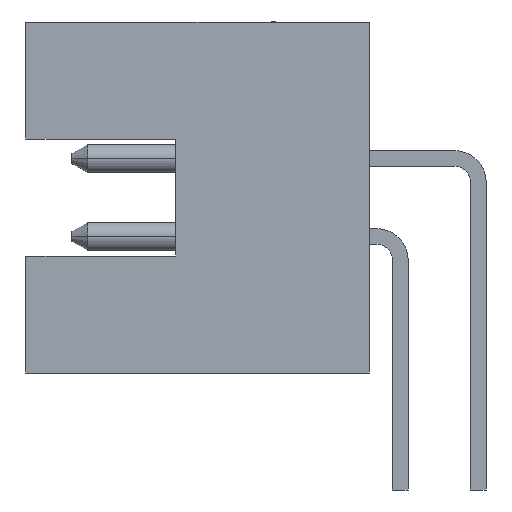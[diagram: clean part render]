
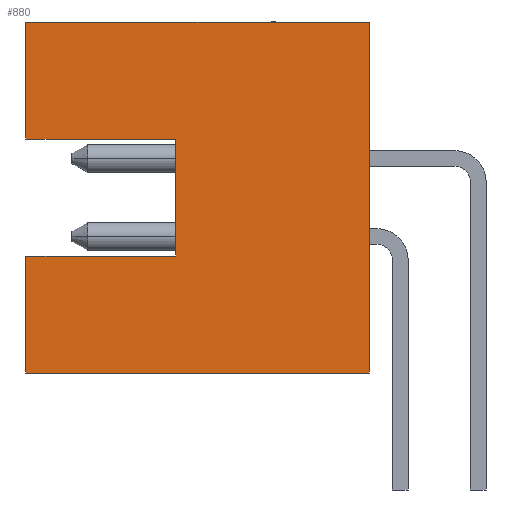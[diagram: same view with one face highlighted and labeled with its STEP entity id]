
A CAD part, left-side view. The second image highlights one B-rep face of the part: STEP entity #880.
In plain terms, the highlighted planar face has unit normal (-1, 0, 0).
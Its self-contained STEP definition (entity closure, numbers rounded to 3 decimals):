
#699=CARTESIAN_POINT('',(-11.113,6.731,0.));
#700=VERTEX_POINT('',#699);
#701=CARTESIAN_POINT('',(-11.113,6.731,1.905));
#702=VERTEX_POINT('',#701);
#703=CARTESIAN_POINT('',(-11.112,6.731,0.));
#704=DIRECTION('',(0.0,0.0,1.0));
#705=VECTOR('',#704,1.905);
#706=LINE('',#703,#705);
#707=EDGE_CURVE('',#700,#702,#706,.T.);
#734=CARTESIAN_POINT('',(-11.112,4.293,1.905));
#735=VERTEX_POINT('',#734);
#736=CARTESIAN_POINT('',(-11.112,6.731,1.905));
#737=DIRECTION('',(0.0,-1.0,0.0));
#738=VECTOR('',#737,2.438);
#739=LINE('',#736,#738);
#740=EDGE_CURVE('',#702,#735,#739,.T.);
#758=CARTESIAN_POINT('',(-11.112,4.293,3.81));
#759=VERTEX_POINT('',#758);
#760=CARTESIAN_POINT('',(-11.112,4.293,1.905));
#761=DIRECTION('',(0.0,0.0,1.0));
#762=VECTOR('',#761,1.905);
#763=LINE('',#760,#762);
#764=EDGE_CURVE('',#735,#759,#763,.T.);
#782=CARTESIAN_POINT('',(-11.113,6.731,3.81));
#783=VERTEX_POINT('',#782);
#784=CARTESIAN_POINT('',(-11.112,4.293,3.81));
#785=DIRECTION('',(0.0,1.0,0.0));
#786=VECTOR('',#785,2.438);
#787=LINE('',#784,#786);
#788=EDGE_CURVE('',#759,#783,#787,.T.);
#806=CARTESIAN_POINT('',(-11.112,1.143,5.715));
#807=VERTEX_POINT('',#806);
#808=CARTESIAN_POINT('',(-11.112,1.143,0.));
#809=VERTEX_POINT('',#808);
#810=CARTESIAN_POINT('',(-11.112,1.143,5.715));
#811=DIRECTION('',(0.0,0.0,-1.0));
#812=VECTOR('',#811,5.715);
#813=LINE('',#810,#812);
#814=EDGE_CURVE('',#807,#809,#813,.T.);
#837=CARTESIAN_POINT('',(-11.112,1.143,0.));
#838=DIRECTION('',(0.0,1.0,0.0));
#839=VECTOR('',#838,5.588);
#840=LINE('',#837,#839);
#841=EDGE_CURVE('',#809,#700,#840,.T.);
#853=CARTESIAN_POINT('',(-11.112,4.047,2.858));
#854=DIRECTION('',(1.0,0.0,0.0));
#855=DIRECTION('',(0.0,0.0,-1.0));
#856=AXIS2_PLACEMENT_3D('',#853,#854,#855);
#857=PLANE('',#856);
#858=ORIENTED_EDGE('',*,*,#707,.F.);
#859=ORIENTED_EDGE('',*,*,#841,.F.);
#860=ORIENTED_EDGE('',*,*,#814,.F.);
#861=CARTESIAN_POINT('',(-11.112,6.731,5.715));
#862=VERTEX_POINT('',#861);
#863=CARTESIAN_POINT('',(-11.112,6.731,5.715));
#864=DIRECTION('',(0.0,-1.0,0.0));
#865=VECTOR('',#864,5.588);
#866=LINE('',#863,#865);
#867=EDGE_CURVE('',#862,#807,#866,.T.);
#868=ORIENTED_EDGE('',*,*,#867,.F.);
#869=CARTESIAN_POINT('',(-11.112,6.731,3.81));
#870=DIRECTION('',(0.0,0.0,1.0));
#871=VECTOR('',#870,1.905);
#872=LINE('',#869,#871);
#873=EDGE_CURVE('',#783,#862,#872,.T.);
#874=ORIENTED_EDGE('',*,*,#873,.F.);
#875=ORIENTED_EDGE('',*,*,#788,.F.);
#876=ORIENTED_EDGE('',*,*,#764,.F.);
#877=ORIENTED_EDGE('',*,*,#740,.F.);
#878=EDGE_LOOP('',(#858,#859,#860,#868,#874,#875,#876,#877));
#879=FACE_OUTER_BOUND('',#878,.T.);
#880=ADVANCED_FACE('',(#879),#857,.F.);
